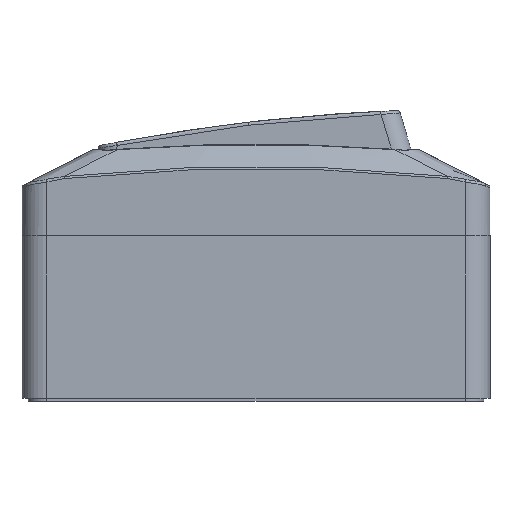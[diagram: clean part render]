
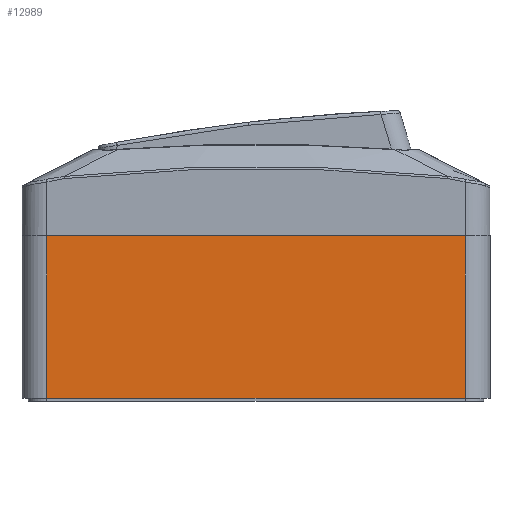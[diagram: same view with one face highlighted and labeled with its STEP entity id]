
A CAD part, left-side view. The second image highlights one B-rep face of the part: STEP entity #12989.
In plain terms, the highlighted planar face has unit normal (-1, 0, 0).
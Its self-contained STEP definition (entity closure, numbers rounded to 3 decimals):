
#63 = VECTOR ( 'NONE', #8947, 1000. ) ;
#130 = VERTEX_POINT ( 'NONE', #2405 ) ;
#1283 = DIRECTION ( 'NONE',  ( 0., 0., -1. ) ) ;
#1380 = ORIENTED_EDGE ( 'NONE', *, *, #5731, .T. ) ;
#1383 = CARTESIAN_POINT ( 'NONE',  ( -32.5, -33.5, 26. ) ) ;
#1410 = EDGE_CURVE ( 'NONE', #130, #10091, #10088, .T. ) ;
#1548 = CARTESIAN_POINT ( 'NONE',  ( -32.5, 33.5, 26. ) ) ;
#1883 = VERTEX_POINT ( 'NONE', #5854 ) ;
#2353 = CARTESIAN_POINT ( 'NONE',  ( -32.5, 33.5, 26. ) ) ;
#2405 = CARTESIAN_POINT ( 'NONE',  ( -32.5, 33.5, 0. ) ) ;
#2413 = DIRECTION ( 'NONE',  ( 0., 0., -1. ) ) ;
#2876 = LINE ( 'NONE', #7990, #8826 ) ;
#4500 = DIRECTION ( 'NONE',  ( 1., 0., 0. ) ) ;
#5374 = VERTEX_POINT ( 'NONE', #1548 ) ;
#5731 = EDGE_CURVE ( 'NONE', #5374, #130, #12116, .T. ) ;
#5765 = VECTOR ( 'NONE', #2413, 1000. ) ;
#5854 = CARTESIAN_POINT ( 'NONE',  ( -32.5, -33.5, 26. ) ) ;
#6927 = AXIS2_PLACEMENT_3D ( 'NONE', #12109, #4500, #13374 ) ;
#7114 = EDGE_CURVE ( 'NONE', #1883, #10091, #14167, .T. ) ;
#7506 = VECTOR ( 'NONE', #1283, 1000. ) ;
#7940 = DIRECTION ( 'NONE',  ( 0., -1., 0. ) ) ;
#7990 = CARTESIAN_POINT ( 'NONE',  ( -32.5, -33.5, 26. ) ) ;
#8114 = FACE_OUTER_BOUND ( 'NONE', #8997, .T. ) ;
#8826 = VECTOR ( 'NONE', #7940, 1000. ) ;
#8947 = DIRECTION ( 'NONE',  ( 0., -1., 0. ) ) ;
#8968 = CARTESIAN_POINT ( 'NONE',  ( -32.5, -33.5, 0. ) ) ;
#8997 = EDGE_LOOP ( 'NONE', ( #10242, #13948, #11031, #1380 ) ) ;
#9415 = CARTESIAN_POINT ( 'NONE',  ( -32.5, -33.5, 0. ) ) ;
#9453 = EDGE_CURVE ( 'NONE', #5374, #1883, #2876, .T. ) ;
#10088 = LINE ( 'NONE', #8968, #63 ) ;
#10091 = VERTEX_POINT ( 'NONE', #9415 ) ;
#10242 = ORIENTED_EDGE ( 'NONE', *, *, #1410, .T. ) ;
#10833 = PLANE ( 'NONE',  #6927 ) ;
#11031 = ORIENTED_EDGE ( 'NONE', *, *, #9453, .F. ) ;
#12109 = CARTESIAN_POINT ( 'NONE',  ( -32.5, -33.5, 26. ) ) ;
#12116 = LINE ( 'NONE', #2353, #5765 ) ;
#12989 = ADVANCED_FACE ( 'NONE', ( #8114 ), #10833, .F. ) ;
#13374 = DIRECTION ( 'NONE',  ( 0., 0., -1. ) ) ;
#13948 = ORIENTED_EDGE ( 'NONE', *, *, #7114, .F. ) ;
#14167 = LINE ( 'NONE', #1383, #7506 ) ;
